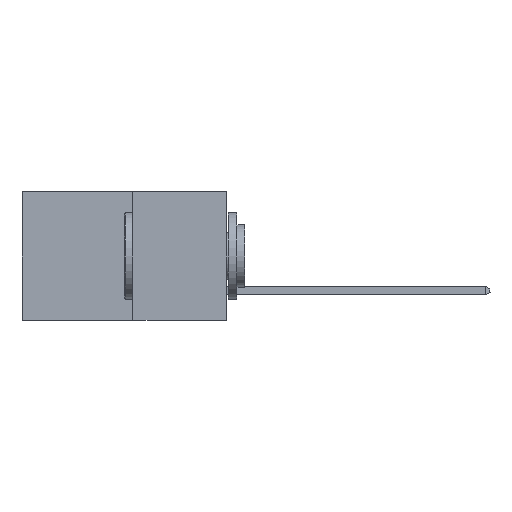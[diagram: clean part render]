
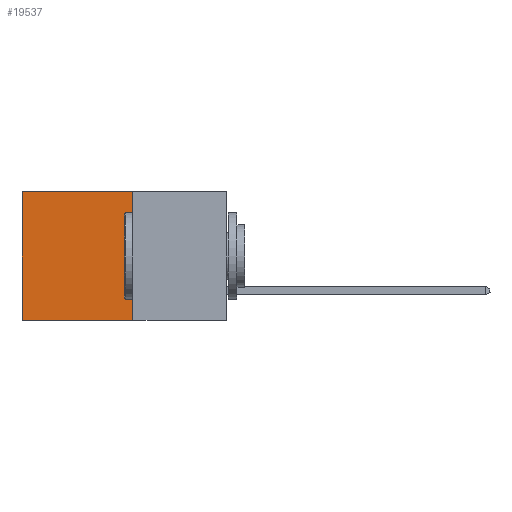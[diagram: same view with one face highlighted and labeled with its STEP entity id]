
A CAD part, left-side view. The second image highlights one B-rep face of the part: STEP entity #19537.
In plain terms, the highlighted planar face has unit normal (-1, 0, 0).
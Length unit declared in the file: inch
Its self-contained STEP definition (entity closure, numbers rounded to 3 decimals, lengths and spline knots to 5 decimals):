
#197 = VECTOR ( 'NONE', #1023, 39.37008 ) ;
#339 = CARTESIAN_POINT ( 'NONE',  ( 0.277, 0.27, 0. ) ) ;
#384 = VERTEX_POINT ( 'NONE', #5279 ) ;
#1023 = DIRECTION ( 'NONE',  ( 0., 0., -1. ) ) ;
#1555 = CARTESIAN_POINT ( 'NONE',  ( 0.277, 0.27, -0.37 ) ) ;
#2722 = CARTESIAN_POINT ( 'NONE',  ( 0.277, 0.27, -0.37 ) ) ;
#3334 = VERTEX_POINT ( 'NONE', #14058 ) ;
#3440 = VECTOR ( 'NONE', #4819, 39.37008 ) ;
#4530 = ORIENTED_EDGE ( 'NONE', *, *, #9903, .T. ) ;
#4614 = DIRECTION ( 'NONE',  ( 0., 1., 0. ) ) ;
#4647 = EDGE_CURVE ( 'NONE', #8975, #3334, #5834, .T. ) ;
#4819 = DIRECTION ( 'NONE',  ( 0., 1., 0. ) ) ;
#5279 = CARTESIAN_POINT ( 'NONE',  ( 0.277, 0.59, 0. ) ) ;
#5712 = CARTESIAN_POINT ( 'NONE',  ( 0.277, 0.59, -0.37 ) ) ;
#5834 = LINE ( 'NONE', #1555, #197 ) ;
#6551 = VECTOR ( 'NONE', #16259, 39.37008 ) ;
#8975 = VERTEX_POINT ( 'NONE', #25632 ) ;
#9436 = PLANE ( 'NONE',  #25960 ) ;
#9565 = VERTEX_POINT ( 'NONE', #17187 ) ;
#9903 = EDGE_CURVE ( 'NONE', #384, #9565, #12775, .T. ) ;
#12775 = LINE ( 'NONE', #5712, #6551 ) ;
#13652 = DIRECTION ( 'NONE',  ( 0., 0., -1. ) ) ;
#14058 = CARTESIAN_POINT ( 'NONE',  ( 0.277, 0.27, -0.37 ) ) ;
#15795 = VECTOR ( 'NONE', #4614, 39.37008 ) ;
#16259 = DIRECTION ( 'NONE',  ( 0., 0., -1. ) ) ;
#17187 = CARTESIAN_POINT ( 'NONE',  ( 0.277, 0.59, -0.37 ) ) ;
#18403 = FACE_OUTER_BOUND ( 'NONE', #25175, .T. ) ;
#19537 = ADVANCED_FACE ( 'NONE', ( #18403 ), #9436, .F. ) ;
#20178 = LINE ( 'NONE', #2722, #3440 ) ;
#21358 = LINE ( 'NONE', #339, #15795 ) ;
#23122 = EDGE_CURVE ( 'NONE', #3334, #9565, #20178, .T. ) ;
#24122 = CARTESIAN_POINT ( 'NONE',  ( 0.277, 0.27, -0.37 ) ) ;
#24181 = ORIENTED_EDGE ( 'NONE', *, *, #23122, .F. ) ;
#24819 = ORIENTED_EDGE ( 'NONE', *, *, #24853, .T. ) ;
#24853 = EDGE_CURVE ( 'NONE', #8975, #384, #21358, .T. ) ;
#25175 = EDGE_LOOP ( 'NONE', ( #4530, #24181, #25486, #24819 ) ) ;
#25486 = ORIENTED_EDGE ( 'NONE', *, *, #4647, .F. ) ;
#25632 = CARTESIAN_POINT ( 'NONE',  ( 0.277, 0.27, 0. ) ) ;
#25960 = AXIS2_PLACEMENT_3D ( 'NONE', #24122, #26209, #13652 ) ;
#26209 = DIRECTION ( 'NONE',  ( 1., 0., 0. ) ) ;
